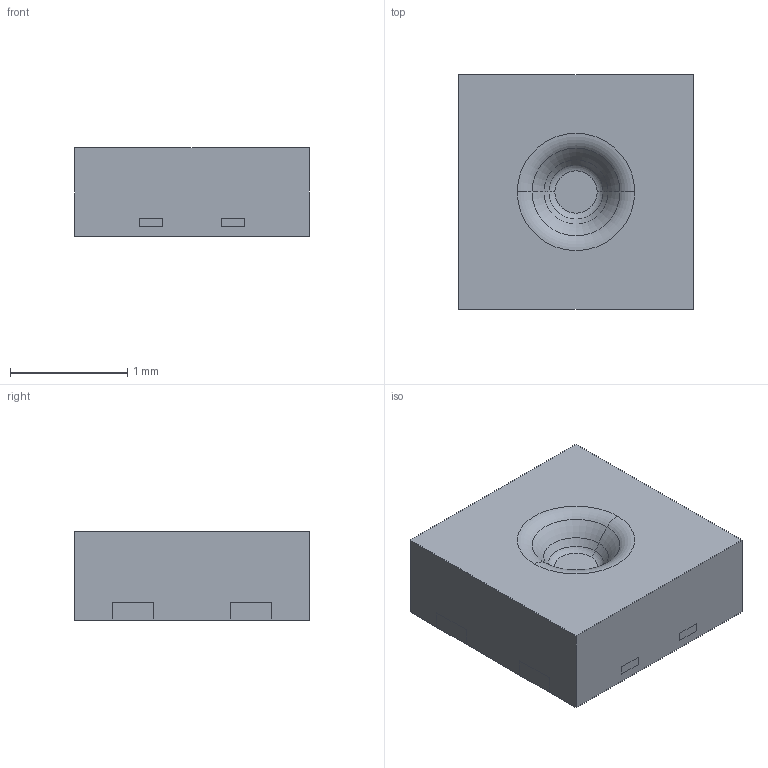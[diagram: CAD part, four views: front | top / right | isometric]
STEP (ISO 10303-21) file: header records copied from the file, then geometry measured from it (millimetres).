
FILE_DESCRIPTION(('FreeCAD Model'),'2;1');
FILE_NAME('Open CASCADE Shape Model','2022-01-06T14:58:44',( 'kicad StepUp'),('ksu MCAD'),'Open CASCADE STEP processor 7.5', 'FreeCAD','Unknown');
FILE_SCHEMA(('AUTOMOTIVE_DESIGN { 1 0 10303 214 1 1 1 1 }'));
Length unit declared in the file: millimetre
Products named in the file (1): SHTC1
Bounding box: 2 x 2 x 0.75 mm (x, y, z)
Volume: 2.9 mm3; surface area: 18.2 mm2
Topology: 10 solids, 10 shells, 128 faces, 300 edges, 198 vertices
Faces by surface type: plane 120, torus 6, revolution 2
Entity records: 4585 total; most frequent: CARTESIAN_POINT 635, ORIENTED_EDGE 600, DIRECTION 574, EDGE_CURVE 300, LINE 282, VECTOR 282, VERTEX_POINT 198, AXIS2_PLACEMENT_3D 145
